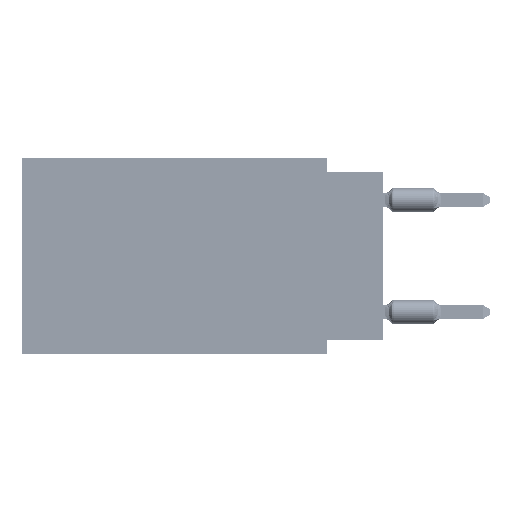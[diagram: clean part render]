
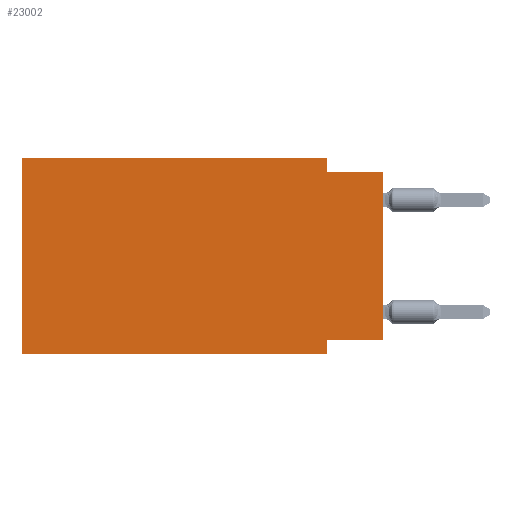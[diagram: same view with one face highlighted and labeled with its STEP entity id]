
A CAD part, left-side view. The second image highlights one B-rep face of the part: STEP entity #23002.
In plain terms, the highlighted planar face has unit normal (-1, 0, 0).
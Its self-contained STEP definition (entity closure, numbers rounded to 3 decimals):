
#972 = EDGE_CURVE ( 'NONE', #93628, #70728, #81266, .T. ) ;
#2577 = VECTOR ( 'NONE', #21118, 1000. ) ;
#4870 = AXIS2_PLACEMENT_3D ( 'NONE', #92299, #84220, #27240 ) ;
#5839 = VECTOR ( 'NONE', #62566, 1000. ) ;
#7018 = LINE ( 'NONE', #97334, #61311 ) ;
#11246 = CARTESIAN_POINT ( 'NONE',  ( 0., 0., -8.255 ) ) ;
#13358 = EDGE_CURVE ( 'NONE', #88913, #71171, #61463, .T. ) ;
#14393 = ORIENTED_EDGE ( 'NONE', *, *, #45304, .F. ) ;
#14554 = DIRECTION ( 'NONE',  ( 0., 0., -1. ) ) ;
#21118 = DIRECTION ( 'NONE',  ( 0., 0., -1. ) ) ;
#23002 = ADVANCED_FACE ( 'NONE', ( #25154 ), #66515, .F. ) ;
#25154 = FACE_OUTER_BOUND ( 'NONE', #70909, .T. ) ;
#25271 = DIRECTION ( 'NONE',  ( 0., 1., 0. ) ) ;
#26047 = EDGE_CURVE ( 'NONE', #70728, #45164, #53914, .T. ) ;
#26853 = LINE ( 'NONE', #51540, #102012 ) ;
#27240 = DIRECTION ( 'NONE',  ( 0., 0., -1. ) ) ;
#29788 = CARTESIAN_POINT ( 'NONE',  ( 0., 16.383, -8.89 ) ) ;
#29825 = ORIENTED_EDGE ( 'NONE', *, *, #13358, .T. ) ;
#31029 = VERTEX_POINT ( 'NONE', #47530 ) ;
#35676 = DIRECTION ( 'NONE',  ( 0., 0., 1. ) ) ;
#36999 = CARTESIAN_POINT ( 'NONE',  ( 0., 16.383, 0. ) ) ;
#37164 = EDGE_CURVE ( 'NONE', #45164, #71171, #75672, .T. ) ;
#37434 = LINE ( 'NONE', #70226, #90699 ) ;
#40441 = ORIENTED_EDGE ( 'NONE', *, *, #972, .F. ) ;
#43384 = VECTOR ( 'NONE', #50937, 1000. ) ;
#45164 = VERTEX_POINT ( 'NONE', #83177 ) ;
#45304 = EDGE_CURVE ( 'NONE', #45744, #93628, #37434, .T. ) ;
#45744 = VERTEX_POINT ( 'NONE', #85684 ) ;
#47530 = CARTESIAN_POINT ( 'NONE',  ( 0., 2.54, -8.255 ) ) ;
#50515 = ORIENTED_EDGE ( 'NONE', *, *, #57758, .F. ) ;
#50937 = DIRECTION ( 'NONE',  ( 0., -1., 0. ) ) ;
#51540 = CARTESIAN_POINT ( 'NONE',  ( 0., 0., -8.255 ) ) ;
#52634 = VERTEX_POINT ( 'NONE', #59680 ) ;
#53914 = LINE ( 'NONE', #94774, #2577 ) ;
#56532 = CARTESIAN_POINT ( 'NONE',  ( 0., 16.383, 0. ) ) ;
#57758 = EDGE_CURVE ( 'NONE', #88913, #31029, #26853, .T. ) ;
#57987 = ORIENTED_EDGE ( 'NONE', *, *, #62772, .F. ) ;
#59680 = CARTESIAN_POINT ( 'NONE',  ( 0., 2.54, -8.89 ) ) ;
#60947 = CARTESIAN_POINT ( 'NONE',  ( 0., 0., 0. ) ) ;
#61311 = VECTOR ( 'NONE', #14554, 1000. ) ;
#61463 = LINE ( 'NONE', #60947, #68699 ) ;
#61717 = CARTESIAN_POINT ( 'NONE',  ( 0., 0., -0.635 ) ) ;
#62566 = DIRECTION ( 'NONE',  ( 0., -1., 0. ) ) ;
#62772 = EDGE_CURVE ( 'NONE', #31029, #52634, #7018, .T. ) ;
#64887 = VECTOR ( 'NONE', #89328, 1000. ) ;
#66515 = PLANE ( 'NONE',  #4870 ) ;
#68620 = DIRECTION ( 'NONE',  ( 0., 0., 1. ) ) ;
#68699 = VECTOR ( 'NONE', #35676, 1000. ) ;
#69388 = CARTESIAN_POINT ( 'NONE',  ( 0., 2.54, 0. ) ) ;
#70226 = CARTESIAN_POINT ( 'NONE',  ( 0., 16.383, 0. ) ) ;
#70728 = VERTEX_POINT ( 'NONE', #69388 ) ;
#70909 = EDGE_LOOP ( 'NONE', ( #29825, #88543, #80862, #40441, #14393, #83269, #57987, #50515 ) ) ;
#71171 = VERTEX_POINT ( 'NONE', #61717 ) ;
#75672 = LINE ( 'NONE', #91825, #43384 ) ;
#80862 = ORIENTED_EDGE ( 'NONE', *, *, #26047, .F. ) ;
#81266 = LINE ( 'NONE', #56532, #64887 ) ;
#83177 = CARTESIAN_POINT ( 'NONE',  ( 0., 2.54, -0.635 ) ) ;
#83269 = ORIENTED_EDGE ( 'NONE', *, *, #102587, .T. ) ;
#84220 = DIRECTION ( 'NONE',  ( 1., 0., 0. ) ) ;
#85684 = CARTESIAN_POINT ( 'NONE',  ( 0., 16.383, -8.89 ) ) ;
#88543 = ORIENTED_EDGE ( 'NONE', *, *, #37164, .F. ) ;
#88913 = VERTEX_POINT ( 'NONE', #11246 ) ;
#89328 = DIRECTION ( 'NONE',  ( 0., -1., 0. ) ) ;
#90699 = VECTOR ( 'NONE', #68620, 1000. ) ;
#91825 = CARTESIAN_POINT ( 'NONE',  ( 0., 0., -0.635 ) ) ;
#92299 = CARTESIAN_POINT ( 'NONE',  ( 0., 16.383, 0. ) ) ;
#93628 = VERTEX_POINT ( 'NONE', #36999 ) ;
#94774 = CARTESIAN_POINT ( 'NONE',  ( 0., 2.54, 0. ) ) ;
#97334 = CARTESIAN_POINT ( 'NONE',  ( 0., 2.54, -8.89 ) ) ;
#102012 = VECTOR ( 'NONE', #25271, 1000. ) ;
#102587 = EDGE_CURVE ( 'NONE', #45744, #52634, #103426, .T. ) ;
#103426 = LINE ( 'NONE', #29788, #5839 ) ;
